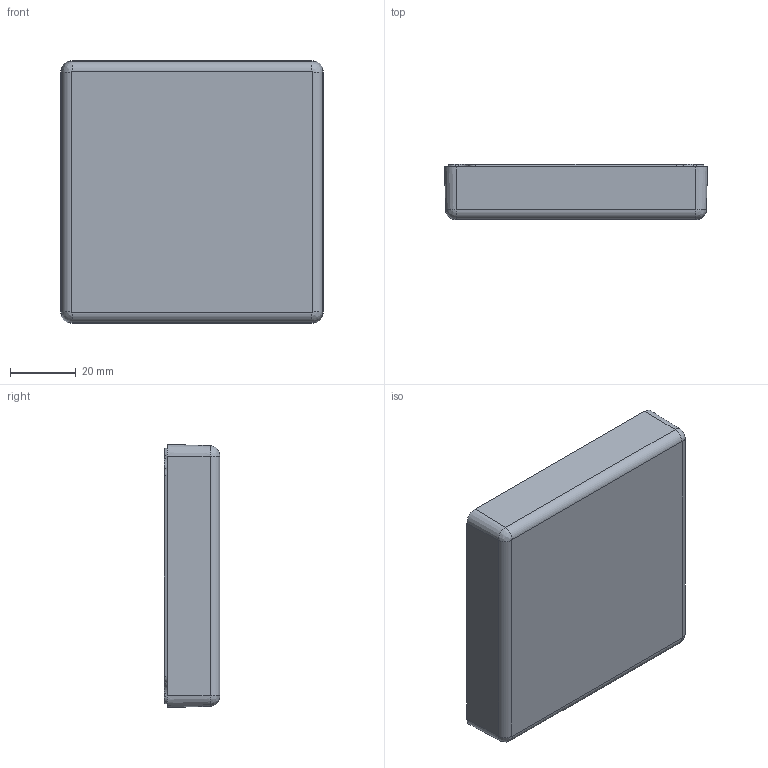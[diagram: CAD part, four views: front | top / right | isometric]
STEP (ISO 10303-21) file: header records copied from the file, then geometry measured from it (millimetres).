
FILE_DESCRIPTION(('FreeCAD Model'),'2;1');
FILE_NAME('Open CASCADE Shape Model','2022-09-30T19:11:25',('Author'),( ''),'Open CASCADE STEP processor 7.5','FreeCAD','Unknown');
FILE_SCHEMA(('AUTOMOTIVE_DESIGN { 1 0 10303 214 1 1 1 1 }'));
Length unit declared in the file: millimetre
Products named in the file (1): 1551WX Bottom
Bounding box: 80 x 16.9 x 80 mm (x, y, z)
Volume: 24589.8 mm3; surface area: 22420.2 mm2
Topology: 1 solids, 1 shells, 406 faces, 1002 edges, 632 vertices
Faces by surface type: plane 208, bspline 114, cone 40, cylinder 36, torus 8
Entity records: 13452 total; most frequent: CARTESIAN_POINT 4271, ORIENTED_EDGE 1988, DIRECTION 1624, EDGE_CURVE 994, LINE 638, VECTOR 638, VERTEX_POINT 632, AXIS2_PLACEMENT_3D 493
